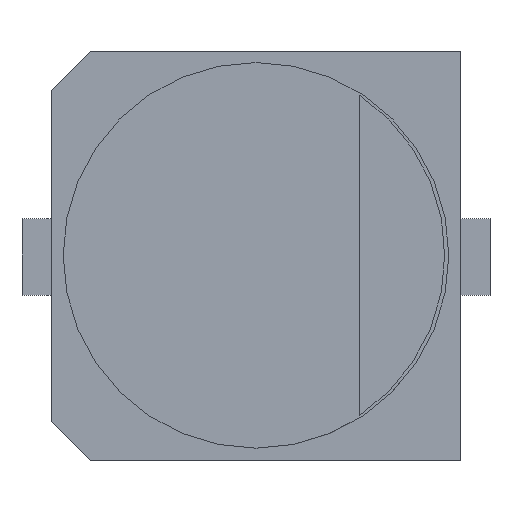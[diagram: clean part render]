
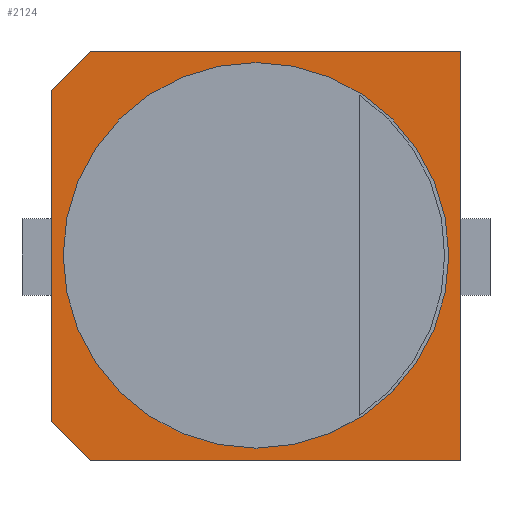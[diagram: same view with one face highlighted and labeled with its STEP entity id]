
A CAD part, top view. The second image highlights one B-rep face of the part: STEP entity #2124.
In plain terms, the highlighted planar face has unit normal (0, 0, 1).
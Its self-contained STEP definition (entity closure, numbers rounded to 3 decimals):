
#47 = DIRECTION ( 'NONE',  ( 0., -1., 0. ) ) ;
#62 = VECTOR ( 'NONE', #47, 1000. ) ;
#72 = DIRECTION ( 'NONE',  ( 0., 0., 1. ) ) ;
#103 = VERTEX_POINT ( 'NONE', #161 ) ;
#161 = CARTESIAN_POINT ( 'NONE',  ( -2.159, 2.667, 1. ) ) ;
#163 = EDGE_CURVE ( 'NONE', #103, #2443, #1681, .T. ) ;
#174 = EDGE_LOOP ( 'NONE', ( #2118, #415, #292, #1940, #1569, #1443 ) ) ;
#179 = CARTESIAN_POINT ( 'NONE',  ( 2.667, 2.667, 1. ) ) ;
#276 = CARTESIAN_POINT ( 'NONE',  ( 2.667, 2.667, 1. ) ) ;
#292 = ORIENTED_EDGE ( 'NONE', *, *, #2126, .F. ) ;
#362 = CARTESIAN_POINT ( 'NONE',  ( -2.667, -2.159, 1. ) ) ;
#413 = FACE_OUTER_BOUND ( 'NONE', #174, .T. ) ;
#415 = ORIENTED_EDGE ( 'NONE', *, *, #2405, .F. ) ;
#449 = CARTESIAN_POINT ( 'NONE',  ( 2.667, -2.667, 1. ) ) ;
#468 = DIRECTION ( 'NONE',  ( 1., 0., 0. ) ) ;
#508 = VERTEX_POINT ( 'NONE', #362 ) ;
#530 = VECTOR ( 'NONE', #2281, 1000. ) ;
#626 = CARTESIAN_POINT ( 'NONE',  ( -2.667, 2.159, 1. ) ) ;
#629 = EDGE_CURVE ( 'NONE', #508, #1962, #833, .T. ) ;
#659 = CARTESIAN_POINT ( 'NONE',  ( 2.667, -2.667, 1. ) ) ;
#810 = VERTEX_POINT ( 'NONE', #1035 ) ;
#833 = LINE ( 'NONE', #1638, #530 ) ;
#882 = VECTOR ( 'NONE', #1808, 1000. ) ;
#885 = VECTOR ( 'NONE', #1291, 1000. ) ;
#1032 = VERTEX_POINT ( 'NONE', #1174 ) ;
#1035 = CARTESIAN_POINT ( 'NONE',  ( -2.159, -2.667, 1. ) ) ;
#1174 = CARTESIAN_POINT ( 'NONE',  ( 2.667, -2.667, 1. ) ) ;
#1241 = PLANE ( 'NONE',  #1357 ) ;
#1280 = LINE ( 'NONE', #1899, #885 ) ;
#1291 = DIRECTION ( 'NONE',  ( -0.707, 0.707, 0. ) ) ;
#1300 = DIRECTION ( 'NONE',  ( -1., 0., 0. ) ) ;
#1357 = AXIS2_PLACEMENT_3D ( 'NONE', #659, #72, #468 ) ;
#1379 = CARTESIAN_POINT ( 'NONE',  ( -2.667, 2.159, 1. ) ) ;
#1424 = DIRECTION ( 'NONE',  ( 1., 0., 0. ) ) ;
#1443 = ORIENTED_EDGE ( 'NONE', *, *, #629, .F. ) ;
#1524 = EDGE_CURVE ( 'NONE', #810, #508, #1280, .T. ) ;
#1569 = ORIENTED_EDGE ( 'NONE', *, *, #2460, .F. ) ;
#1638 = CARTESIAN_POINT ( 'NONE',  ( -2.667, -2.159, 1. ) ) ;
#1676 = LINE ( 'NONE', #276, #62 ) ;
#1681 = LINE ( 'NONE', #2117, #2266 ) ;
#1808 = DIRECTION ( 'NONE',  ( 0.707, 0.707, 0. ) ) ;
#1899 = CARTESIAN_POINT ( 'NONE',  ( -2.159, -2.667, 1. ) ) ;
#1940 = ORIENTED_EDGE ( 'NONE', *, *, #163, .F. ) ;
#1962 = VERTEX_POINT ( 'NONE', #1379 ) ;
#2117 = CARTESIAN_POINT ( 'NONE',  ( -2.159, 2.667, 1. ) ) ;
#2118 = ORIENTED_EDGE ( 'NONE', *, *, #1524, .F. ) ;
#2124 = ADVANCED_FACE ( 'NONE', ( #413 ), #1241, .T. ) ;
#2126 = EDGE_CURVE ( 'NONE', #2443, #1032, #1676, .T. ) ;
#2259 = LINE ( 'NONE', #626, #882 ) ;
#2266 = VECTOR ( 'NONE', #1424, 1000. ) ;
#2281 = DIRECTION ( 'NONE',  ( 0., 1., 0. ) ) ;
#2405 = EDGE_CURVE ( 'NONE', #1032, #810, #2543, .T. ) ;
#2443 = VERTEX_POINT ( 'NONE', #179 ) ;
#2460 = EDGE_CURVE ( 'NONE', #1962, #103, #2259, .T. ) ;
#2496 = VECTOR ( 'NONE', #1300, 1000. ) ;
#2543 = LINE ( 'NONE', #449, #2496 ) ;
